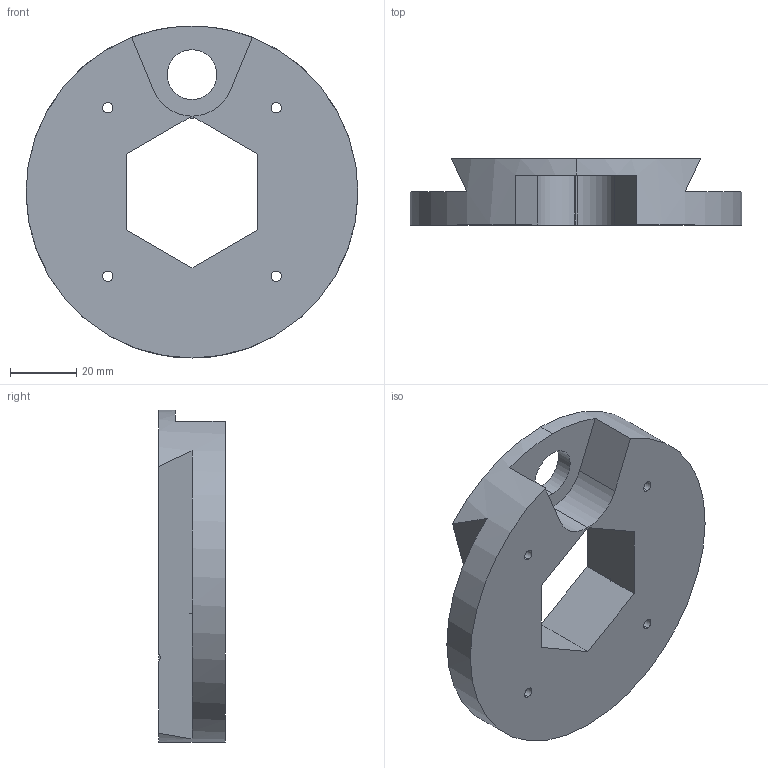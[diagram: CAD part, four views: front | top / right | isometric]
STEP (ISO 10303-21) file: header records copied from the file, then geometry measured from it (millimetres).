
FILE_DESCRIPTION (( 'STEP AP203' ), '1' );
FILE_NAME ('Bottom.STEP', '2024-08-12T01:25:20', ( '' ), ( '' ), 'SwSTEP 2.0', 'SolidWorks 2023', '' );
FILE_SCHEMA (( 'CONFIG_CONTROL_DESIGN' ));
Length unit declared in the file: millimetre
Products named in the file (1): Bottom
Bounding box: 100 x 20 x 100 mm (x, y, z)
Volume: 85906.2 mm3; surface area: 24285.5 mm2
Topology: 1 solids, 1 shells, 44 faces, 126 edges, 84 vertices
Faces by surface type: cylinder 25, plane 19
Entity records: 1573 total; most frequent: CARTESIAN_POINT 273, DIRECTION 264, ORIENTED_EDGE 252, EDGE_CURVE 126, AXIS2_PLACEMENT_3D 99, VERTEX_POINT 84, VECTOR 66, LINE 66
